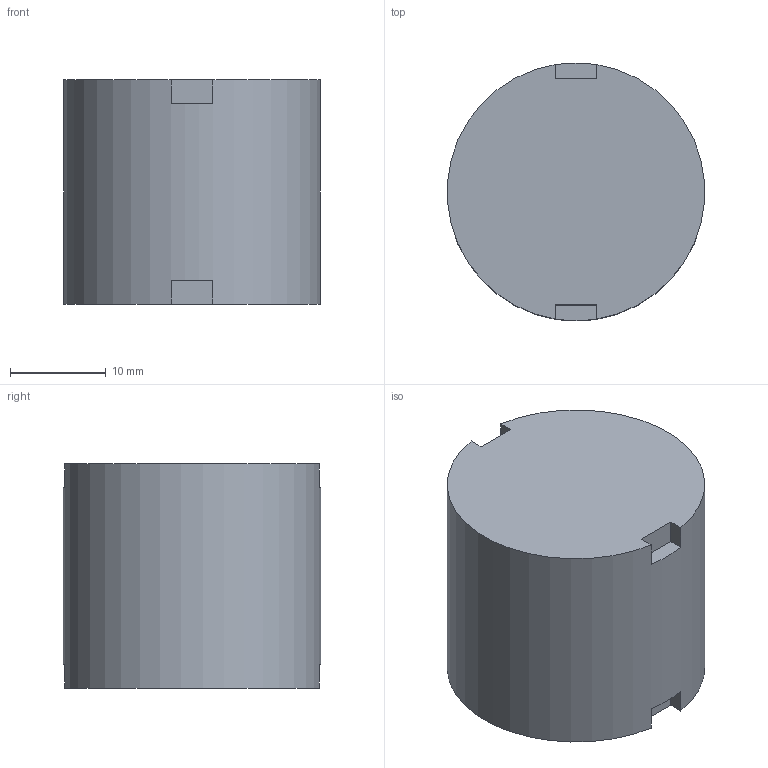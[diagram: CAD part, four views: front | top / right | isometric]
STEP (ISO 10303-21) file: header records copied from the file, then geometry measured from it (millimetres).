
FILE_DESCRIPTION(/* description */ (''),/* implementation_level */ '2;1');
FILE_NAME(/* name */ 'pièce intermédiaire.stp',/* time_stamp */ '2016-05-10T14:21:07+02:00',/* author */ ('Ropert'),/* organization */ (''),/* preprocessor_version */ 'ST-DEVELOPER v16.1',/* originating_system */ 'Autodesk Inventor 2016',/* authorisation */ '');
FILE_SCHEMA (('AUTOMOTIVE_DESIGN { 1 0 10303 214 3 1 1 }'));
Length unit declared in the file: millimetre
Products named in the file (1): pièce intermédiaire
Bounding box: 26.91 x 26.96 x 23.5 mm (x, y, z)
Volume: 8638.5 mm3; surface area: 4318.4 mm2
Topology: 1 solids, 1 shells, 21 faces, 52 edges, 34 vertices
Faces by surface type: plane 19, cylinder 2
Full cylindrical faces by diameter (mm): 16.5 x1, 27 x1
Entity records: 634 total; most frequent: CARTESIAN_POINT 106, DIRECTION 104, ORIENTED_EDGE 100, EDGE_CURVE 50, LINE 40, VECTOR 40, VERTEX_POINT 34, AXIS2_PLACEMENT_3D 32
